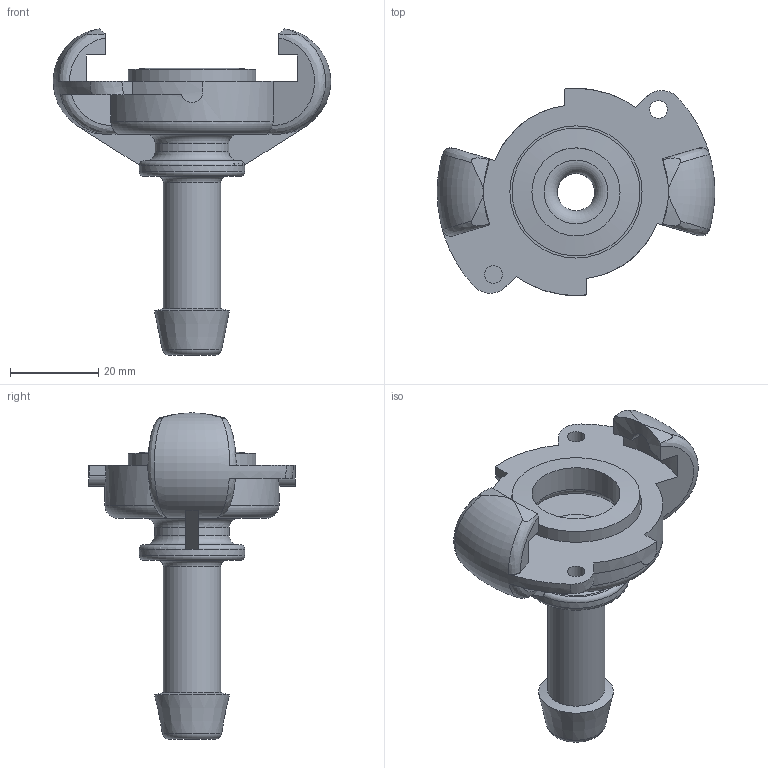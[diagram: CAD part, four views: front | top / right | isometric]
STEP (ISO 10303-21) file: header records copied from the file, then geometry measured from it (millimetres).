
FILE_DESCRIPTION(/* description */ ('KLAUEN-SCHLAUCHKUPPLUNG'),/* implementation_level */ '2;1');
FILE_NAME(/* name */ 'skss_13.stp',/* time_stamp */ '2020-04-08T08:36:00+02:00',/* author */ ('meier'),/* organization */ (''),/* preprocessor_version */ 'ST-DEVELOPER v17',/* originating_system */ 'Autodesk Inventor 2018',/* authorisation */ '');
FILE_SCHEMA (('AUTOMOTIVE_DESIGN { 1 0 10303 214 3 1 1 }'));
Length unit declared in the file: millimetre
Products named in the file (3): ENG-012235; SKSS 13-F; 20050322B0000000-00
Assembly tree (2 placements, depth 2):
  ENG-012235
    SKSS 13-F
    20050322B0000000-00
Bounding box: 62.96 x 46.99 x 74 mm (x, y, z)
Volume: 25326.4 mm3; surface area: 15496.3 mm2
Topology: 2 solids, 2 shells, 96 faces, 283 edges, 194 vertices
Faces by surface type: plane 41, cylinder 24, torus 15, bspline 8, cone 4, sphere 4
Full cylindrical faces by diameter (mm): 4 x2, 8.5 x1, 13 x1, 20 x1, 24 x1, 29 x1, 30 x1, 34.5 x1, 35 x1
Entity records: 4590 total; most frequent: CARTESIAN_POINT 1877, ORIENTED_EDGE 566, DIRECTION 492, EDGE_CURVE 283, AXIS2_PLACEMENT_3D 200, VERTEX_POINT 194, EDGE_LOOP 107, CIRCLE 103
